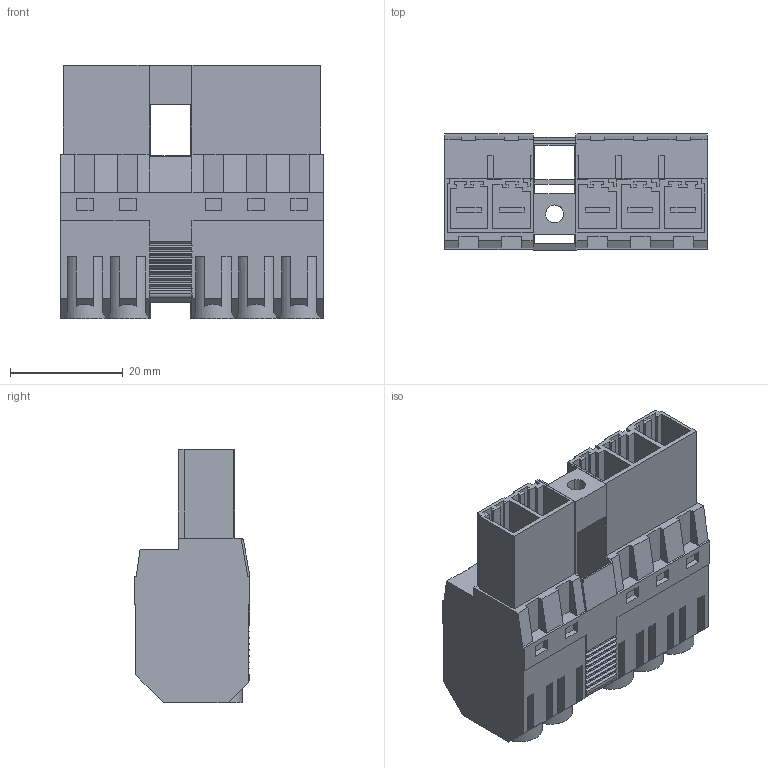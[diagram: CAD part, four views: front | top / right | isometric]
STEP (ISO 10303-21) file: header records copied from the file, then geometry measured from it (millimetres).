
FILE_DESCRIPTION(('CATIA V5 STEP Exchange','CAx-IF Rec.Pracs.--- Model Styling and Organization---1.4--- 2014-01-23'),'2;1');
FILE_NAME ('D1447982_1_1061170000_1061170000.stp','2022-10-14T09:43:19+00:00',('none'),('Weidmueller'),'CATIA Version 5-6 Release 2016 SP3 HF44','CATIA V5 STEP AP214','none');
FILE_SCHEMA(('AUTOMOTIVE_DESIGN { 1 0 10303 214 1 1 1 1 }'));
Length unit declared in the file: millimetre
Products named in the file (1): 1061170000
Bounding box: 46.62 x 20.6 x 45.01 mm (x, y, z)
Volume: 20548.3 mm3; surface area: 14817.1 mm2
Topology: 7 solids, 7 shells, 618 faces, 1704 edges, 1121 vertices
Faces by surface type: plane 553, cylinder 65
Entity records: 18221 total; most frequent: ORIENTED_EDGE 3408, CARTESIAN_POINT 3357, DIRECTION 2477, EDGE_CURVE 1704, VECTOR 1550, LINE 1550, VERTEX_POINT 1121, EDGE_LOOP 651
